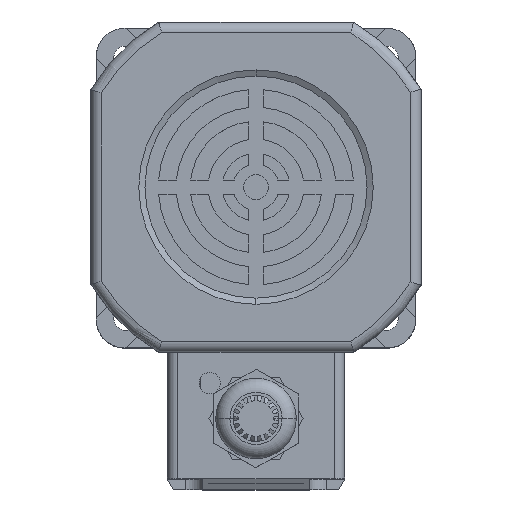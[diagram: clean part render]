
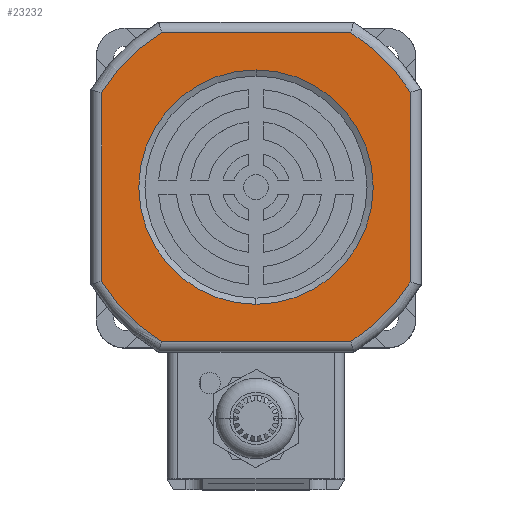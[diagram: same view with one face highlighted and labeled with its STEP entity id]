
A CAD part, top view. The second image highlights one B-rep face of the part: STEP entity #23232.
In plain terms, the highlighted face is planar.
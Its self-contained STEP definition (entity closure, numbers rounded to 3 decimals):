
#182 = DIRECTION ( 'NONE',  ( 1., 0., 0. ) ) ;
#285 = ORIENTED_EDGE ( 'NONE', *, *, #23540, .T. ) ;
#1182 = CARTESIAN_POINT ( 'NONE',  ( 0., 0., 0. ) ) ;
#1301 = CARTESIAN_POINT ( 'NONE',  ( -43.5, 0., 0. ) ) ;
#1385 = AXIS2_PLACEMENT_3D ( 'NONE', #1182, #16596, #3392 ) ;
#1396 = EDGE_CURVE ( 'NONE', #8516, #25649, #21386, .T. ) ;
#1877 = EDGE_CURVE ( 'NONE', #23583, #16495, #17673, .T. ) ;
#2291 = CARTESIAN_POINT ( 'NONE',  ( 0.05, 0., 0. ) ) ;
#2352 = CARTESIAN_POINT ( 'NONE',  ( 0.05, 0., 0. ) ) ;
#2598 = CIRCLE ( 'NONE', #4637, 51. ) ;
#2991 = CARTESIAN_POINT ( 'NONE',  ( 0., 0., 33. ) ) ;
#3188 = DIRECTION ( 'NONE',  ( 0., -1., 0. ) ) ;
#3392 = DIRECTION ( 'NONE',  ( 0., 0., -1. ) ) ;
#3434 = CARTESIAN_POINT ( 'NONE',  ( 26.673, 0., -43.5 ) ) ;
#3647 = CARTESIAN_POINT ( 'NONE',  ( -43.5, 0., 26.54 ) ) ;
#3801 = CARTESIAN_POINT ( 'NONE',  ( 43.5, 0., -26.705 ) ) ;
#4435 = LINE ( 'NONE', #1301, #21202 ) ;
#4437 = DIRECTION ( 'NONE',  ( 0., 0., 1. ) ) ;
#4572 = DIRECTION ( 'NONE',  ( 0., 0., 1. ) ) ;
#4637 = AXIS2_PLACEMENT_3D ( 'NONE', #18542, #5393, #20706 ) ;
#5157 = VERTEX_POINT ( 'NONE', #5967 ) ;
#5393 = DIRECTION ( 'NONE',  ( 0., -1., 0. ) ) ;
#5967 = CARTESIAN_POINT ( 'NONE',  ( -26.572, 0., -43.5 ) ) ;
#6043 = CARTESIAN_POINT ( 'NONE',  ( 0.05, 0., 0. ) ) ;
#6408 = DIRECTION ( 'NONE',  ( 0., -1., 0. ) ) ;
#6598 = DIRECTION ( 'NONE',  ( 0., 0., 1. ) ) ;
#6888 = FACE_OUTER_BOUND ( 'NONE', #13085, .T. ) ;
#7563 = EDGE_CURVE ( 'NONE', #26216, #5157, #10892, .T. ) ;
#7600 = CARTESIAN_POINT ( 'NONE',  ( 0., 0., 0. ) ) ;
#7656 = CIRCLE ( 'NONE', #12673, 51. ) ;
#8190 = CARTESIAN_POINT ( 'NONE',  ( 0., 0., -33. ) ) ;
#8439 = ORIENTED_EDGE ( 'NONE', *, *, #19729, .T. ) ;
#8516 = VERTEX_POINT ( 'NONE', #11025 ) ;
#8880 = PLANE ( 'NONE',  #25908 ) ;
#9063 = ORIENTED_EDGE ( 'NONE', *, *, #1396, .T. ) ;
#9816 = DIRECTION ( 'NONE',  ( 0., 0., -1. ) ) ;
#10403 = VERTEX_POINT ( 'NONE', #3434 ) ;
#10892 = CIRCLE ( 'NONE', #11144, 51. ) ;
#11025 = CARTESIAN_POINT ( 'NONE',  ( -26.572, 0., 43.5 ) ) ;
#11144 = AXIS2_PLACEMENT_3D ( 'NONE', #28205, #3188, #4437 ) ;
#11210 = DIRECTION ( 'NONE',  ( 0., 0., 1. ) ) ;
#11888 = VERTEX_POINT ( 'NONE', #21315 ) ;
#12132 = EDGE_CURVE ( 'NONE', #11888, #8516, #26389, .T. ) ;
#12673 = AXIS2_PLACEMENT_3D ( 'NONE', #2352, #17745, #4572 ) ;
#13085 = EDGE_LOOP ( 'NONE', ( #285, #16783, #13524, #20003, #25197, #8439, #28032, #9063 ) ) ;
#13216 = EDGE_LOOP ( 'NONE', ( #14958, #26660 ) ) ;
#13234 = CARTESIAN_POINT ( 'NONE',  ( 43.5, 0., 26.705 ) ) ;
#13524 = ORIENTED_EDGE ( 'NONE', *, *, #22728, .T. ) ;
#14121 = LINE ( 'NONE', #15595, #19858 ) ;
#14519 = CIRCLE ( 'NONE', #26756, 33. ) ;
#14734 = CARTESIAN_POINT ( 'NONE',  ( -43.5, 0., -26.54 ) ) ;
#14958 = ORIENTED_EDGE ( 'NONE', *, *, #21438, .F. ) ;
#15208 = CARTESIAN_POINT ( 'NONE',  ( 43.5, 0., 0. ) ) ;
#15264 = DIRECTION ( 'NONE',  ( 0., 0., 1. ) ) ;
#15531 = EDGE_CURVE ( 'NONE', #10403, #23583, #2598, .T. ) ;
#15595 = CARTESIAN_POINT ( 'NONE',  ( 0.05, 0., -43.5 ) ) ;
#15652 = VECTOR ( 'NONE', #15264, 1000. ) ;
#16495 = VERTEX_POINT ( 'NONE', #13234 ) ;
#16596 = DIRECTION ( 'NONE',  ( 0., -1., 0. ) ) ;
#16715 = DIRECTION ( 'NONE',  ( 0., 0., -1. ) ) ;
#16783 = ORIENTED_EDGE ( 'NONE', *, *, #7563, .T. ) ;
#17673 = LINE ( 'NONE', #15208, #15652 ) ;
#17745 = DIRECTION ( 'NONE',  ( 0., -1., 0. ) ) ;
#18011 = CARTESIAN_POINT ( 'NONE',  ( 0.05, 0., 43.5 ) ) ;
#18542 = CARTESIAN_POINT ( 'NONE',  ( 0.05, 0., 0. ) ) ;
#19729 = EDGE_CURVE ( 'NONE', #16495, #11888, #7656, .T. ) ;
#19858 = VECTOR ( 'NONE', #182, 1000. ) ;
#20003 = ORIENTED_EDGE ( 'NONE', *, *, #15531, .T. ) ;
#20668 = VECTOR ( 'NONE', #22320, 1000. ) ;
#20706 = DIRECTION ( 'NONE',  ( 0., 0., 1. ) ) ;
#21202 = VECTOR ( 'NONE', #16715, 1000. ) ;
#21315 = CARTESIAN_POINT ( 'NONE',  ( 26.673, 0., 43.5 ) ) ;
#21359 = EDGE_CURVE ( 'NONE', #25522, #26249, #14519, .T. ) ;
#21386 = CIRCLE ( 'NONE', #22568, 51. ) ;
#21438 = EDGE_CURVE ( 'NONE', #26249, #25522, #24605, .T. ) ;
#22320 = DIRECTION ( 'NONE',  ( -1., 0., 0. ) ) ;
#22568 = AXIS2_PLACEMENT_3D ( 'NONE', #6043, #6408, #6598 ) ;
#22728 = EDGE_CURVE ( 'NONE', #5157, #10403, #14121, .T. ) ;
#22807 = DIRECTION ( 'NONE',  ( 0., -1., 0. ) ) ;
#23232 = ADVANCED_FACE ( 'NONE', ( #6888, #27930 ), #8880, .F. ) ;
#23540 = EDGE_CURVE ( 'NONE', #25649, #26216, #4435, .T. ) ;
#23583 = VERTEX_POINT ( 'NONE', #3801 ) ;
#24144 = DIRECTION ( 'NONE',  ( 0., 1., 0. ) ) ;
#24605 = CIRCLE ( 'NONE', #1385, 33. ) ;
#25197 = ORIENTED_EDGE ( 'NONE', *, *, #1877, .T. ) ;
#25522 = VERTEX_POINT ( 'NONE', #2991 ) ;
#25649 = VERTEX_POINT ( 'NONE', #3647 ) ;
#25908 = AXIS2_PLACEMENT_3D ( 'NONE', #2291, #24144, #11210 ) ;
#26216 = VERTEX_POINT ( 'NONE', #14734 ) ;
#26249 = VERTEX_POINT ( 'NONE', #8190 ) ;
#26389 = LINE ( 'NONE', #18011, #20668 ) ;
#26660 = ORIENTED_EDGE ( 'NONE', *, *, #21359, .F. ) ;
#26756 = AXIS2_PLACEMENT_3D ( 'NONE', #7600, #22807, #9816 ) ;
#27930 = FACE_BOUND ( 'NONE', #13216, .T. ) ;
#28032 = ORIENTED_EDGE ( 'NONE', *, *, #12132, .T. ) ;
#28205 = CARTESIAN_POINT ( 'NONE',  ( 0.05, 0., 0. ) ) ;
